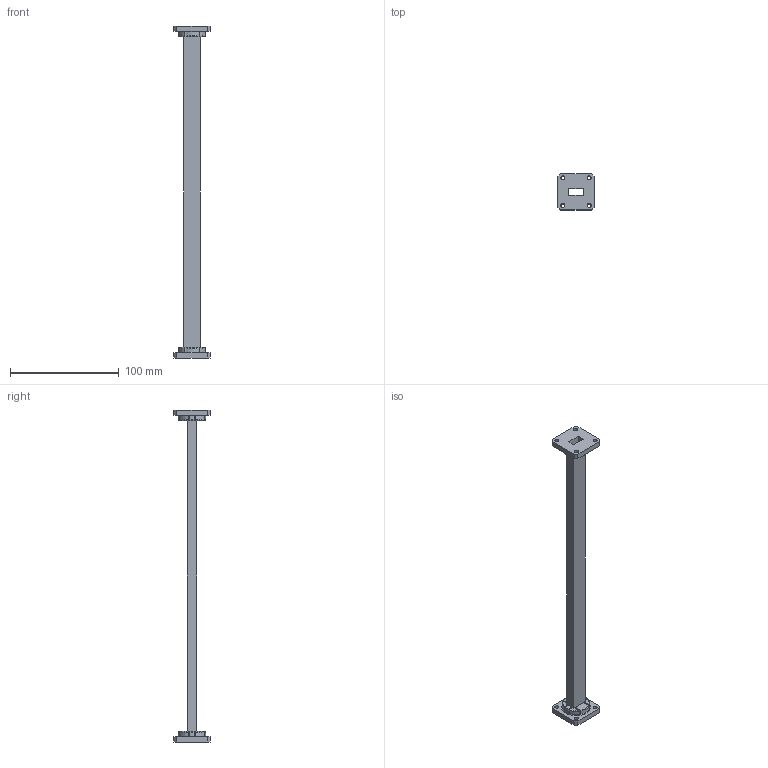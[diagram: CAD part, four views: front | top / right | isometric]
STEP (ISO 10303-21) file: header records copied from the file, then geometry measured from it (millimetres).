
FILE_DESCRIPTION (( 'STEP AP203' ), '1' );
FILE_NAME ('PE-W51S001-12_3D.step', '2022-09-14T16:01:32', ( '' ), ( '' ), 'SwSTEP 2.0', 'SolidWorks 2021', '' );
FILE_SCHEMA (( 'CONFIG_CONTROL_DESIGN' ));
Length unit declared in the file: inch
Products named in the file (1): PE-W51S001-12_3D
Bounding box: 33.32 x 33.32 x 304.8 mm (x, y, z)
Volume: 25443.7 mm3; surface area: 32347.7 mm2
Topology: 1 solids, 1 shells, 132 faces, 388 edges, 260 vertices
Faces by surface type: plane 76, torus 32, cylinder 24
Full cylindrical faces by diameter (mm): 3.658 x8
Entity records: 5257 total; most frequent: CARTESIAN_POINT 1727, ORIENTED_EDGE 752, DIRECTION 658, EDGE_CURVE 376, VERTEX_POINT 256, LINE 232, VECTOR 232, AXIS2_PLACEMENT_3D 213
